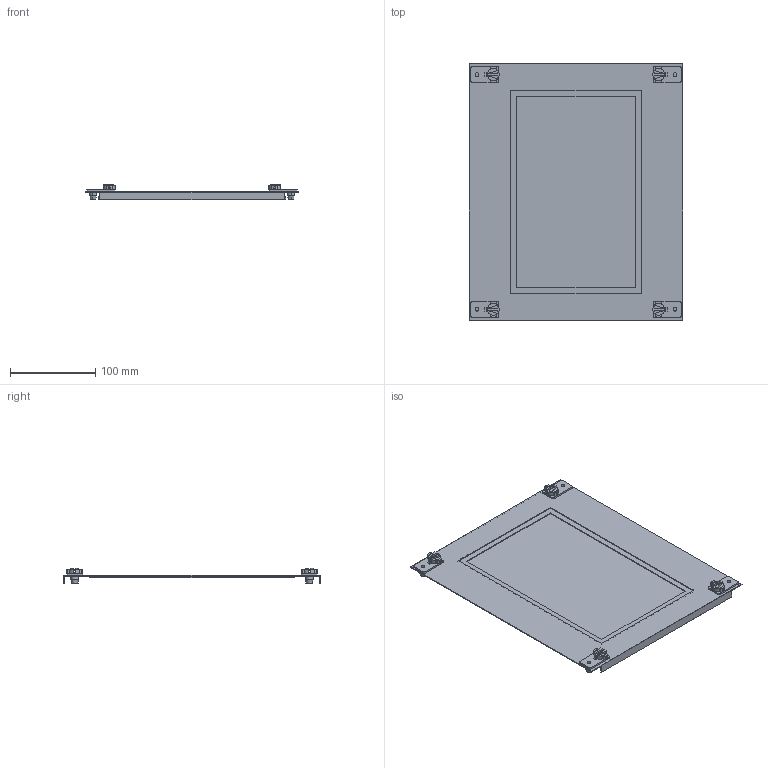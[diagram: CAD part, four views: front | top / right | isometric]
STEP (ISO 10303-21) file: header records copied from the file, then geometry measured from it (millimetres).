
FILE_DESCRIPTION((''),'2;1');
FILE_NAME('001101436_CP_1_2_F_ASM','2023-01-23T09:33:13',('klemen.sitar'),('Audax d.o.o.'),'CREO PARAMETRIC BY PTC INC, 2021304','CREO PARAMETRIC BY PTC INC, 2021304','');
FILE_SCHEMA(('AP242_MANAGED_MODEL_BASED_3D_ENGINEERING_MIM_LF { 1 0 10303 442 1 1 4 }'));
Length unit declared in the file: millimetre
Products named in the file (15): PRT0002; PRT0002_1_1_1_1_1_1_2_1_1_1_1; PRT0003_1_1_1_1_1_1_2_1_1_1_1; BLACK_PIN_ASM_1_ASM_1_ASM_1_A_5_ASM; PRT0002_1_1_1_1_1_1_2_3_1_1_1_1; PRT0003_1_1_1_1_1_1_2_3_1_1_1_1; BLACK_PIN_ASM_1_ASM_1_ASM_1_A_6_ASM; PRT0002_1_1_1_1_1_1; PRT0002_1_1_1_1_1_1_2_1_1; PRT0003_1_1_1_1_1_1_2_1_1; BLACK_PIN_ASM_1_ASM_1_ASM_1_A_1_ASM; PRT0002_1_1_1_1_1_1_2_3_1_1; PRT0003_1_1_1_1_1_1_2_3_1_1; BLACK_PIN_ASM_1_ASM_1_ASM_1_A_2_ASM; 001101436_CP_1_2_F_ASM
Assembly tree (14 placements, depth 3):
  001101436_CP_1_2_F_ASM
    PRT0002
    BLACK_PIN_ASM_1_ASM_1_ASM_1_A_5_ASM
      PRT0002_1_1_1_1_1_1_2_1_1_1_1
      PRT0003_1_1_1_1_1_1_2_1_1_1_1
    BLACK_PIN_ASM_1_ASM_1_ASM_1_A_6_ASM
      PRT0002_1_1_1_1_1_1_2_3_1_1_1_1
      PRT0003_1_1_1_1_1_1_2_3_1_1_1_1
    PRT0002_1_1_1_1_1_1
    BLACK_PIN_ASM_1_ASM_1_ASM_1_A_1_ASM
      PRT0002_1_1_1_1_1_1_2_1_1
      PRT0003_1_1_1_1_1_1_2_1_1
    BLACK_PIN_ASM_1_ASM_1_ASM_1_A_2_ASM
      PRT0002_1_1_1_1_1_1_2_3_1_1
      PRT0003_1_1_1_1_1_1_2_3_1_1
Bounding box: 250 x 300 x 18.6 mm (x, y, z)
Volume: 96780.5 mm3; surface area: 185167.8 mm2
Topology: 10 solids, 10 shells, 370 faces, 1120 edges, 832 vertices
Faces by surface type: plane 242, cylinder 120, cone 8
Entity records: 20895 total; most frequent: CARTESIAN_POINT 2944, DIRECTION 2234, ORIENTED_EDGE 2128, PRESENTATION_LAYER_ASSIGNMENT 1924, PRESENTATION_STYLE_ASSIGNMENT 1187, STYLED_ITEM 1187, CURVE_STYLE 1171, EDGE_CURVE 1064
